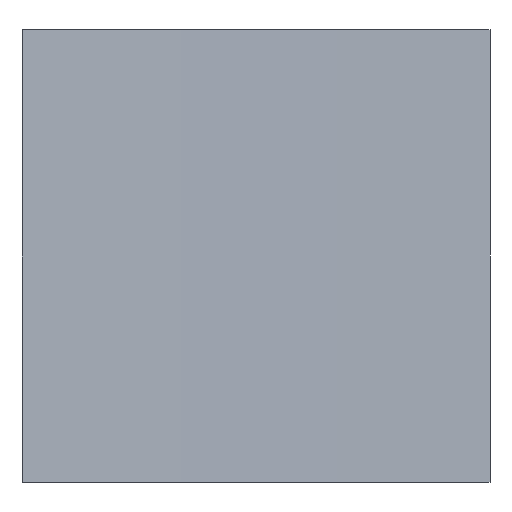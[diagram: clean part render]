
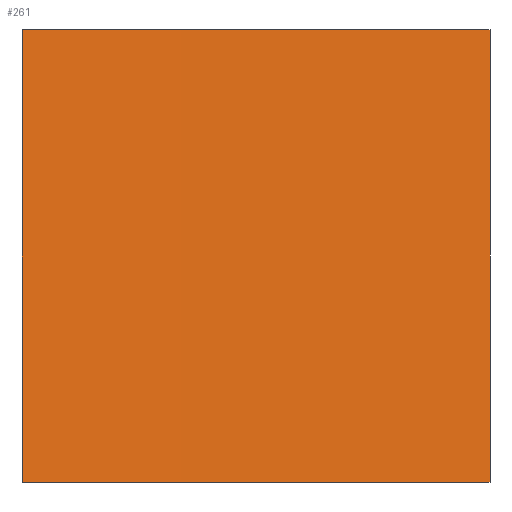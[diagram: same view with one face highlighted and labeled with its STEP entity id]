
A CAD part, front view. The second image highlights one B-rep face of the part: STEP entity #261.
In plain terms, the highlighted cylindrical face has radius 33 mm (diameter 66 mm), a partial arc.
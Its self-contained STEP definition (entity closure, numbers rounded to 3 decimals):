
#261=ADVANCED_FACE('',(#507),#508,.T.);
#507=FACE_OUTER_BOUND('',#833,.T.);
#833=EDGE_LOOP('',(#1685,#1686,#1687,#1688));
#1685=ORIENTED_EDGE('',*,*,#2558,.F.);
#2558=EDGE_CURVE('',#3185,#3161,#3187,.T.);
#3187=LINE('',#4756,#4757);
#4756=CARTESIAN_POINT('',(20.29,-26.025,0.));
#4757=VECTOR('',#5622,1000.);
#5622=DIRECTION('',(-0.,-0.,-1.));
#1686=ORIENTED_EDGE('',*,*,#2636,.T.);
#2636=EDGE_CURVE('',#3185,#3180,#3322,.T.);
#3185=VERTEX_POINT('',#4749);
#4749=CARTESIAN_POINT('',(20.29,-26.025,3.024));
#3322=CIRCLE('',#5167,33.);
#5167=AXIS2_PLACEMENT_3D('',#5670,#5671,#5672);
#5670=CARTESIAN_POINT('',(0.,0.,3.024));
#5671=DIRECTION('',(-0.,0.,-1.));
#5672=DIRECTION('',(-1.,0.,0.));
#1687=ORIENTED_EDGE('',*,*,#2554,.F.);
#2554=EDGE_CURVE('',#3163,#3180,#3181,.F.);
#3180=VERTEX_POINT('',#4737);
#4737=CARTESIAN_POINT('',(18.482,-27.339,3.024));
#3181=LINE('',#4738,#4739);
#4738=CARTESIAN_POINT('',(18.482,-27.339,0.));
#4739=VECTOR('',#5620,1000.);
#5620=DIRECTION('',(-0.,-0.,-1.));
#1688=ORIENTED_EDGE('',*,*,#2544,.F.);
#2544=EDGE_CURVE('',#3161,#3163,#3164,.T.);
#3161=VERTEX_POINT('',#4683);
#4683=CARTESIAN_POINT('',(20.29,-26.025,1.276));
#3163=VERTEX_POINT('',#4690);
#4690=CARTESIAN_POINT('',(18.482,-27.339,1.276));
#3164=CIRCLE('',#4691,33.);
#4691=AXIS2_PLACEMENT_3D('',#5611,#5612,#5613);
#5611=CARTESIAN_POINT('',(0.,0.,1.276));
#5612=DIRECTION('',(-0.,0.,-1.));
#5613=DIRECTION('',(-1.,0.,0.));
#508=CYLINDRICAL_SURFACE('',#834,33.);
#834=AXIS2_PLACEMENT_3D('',#1689,#1690,#1691);
#1689=CARTESIAN_POINT('',(0.,0.,0.));
#1690=DIRECTION('',(0.,-0.,1.));
#1691=DIRECTION('',(-1.,0.,0.));
